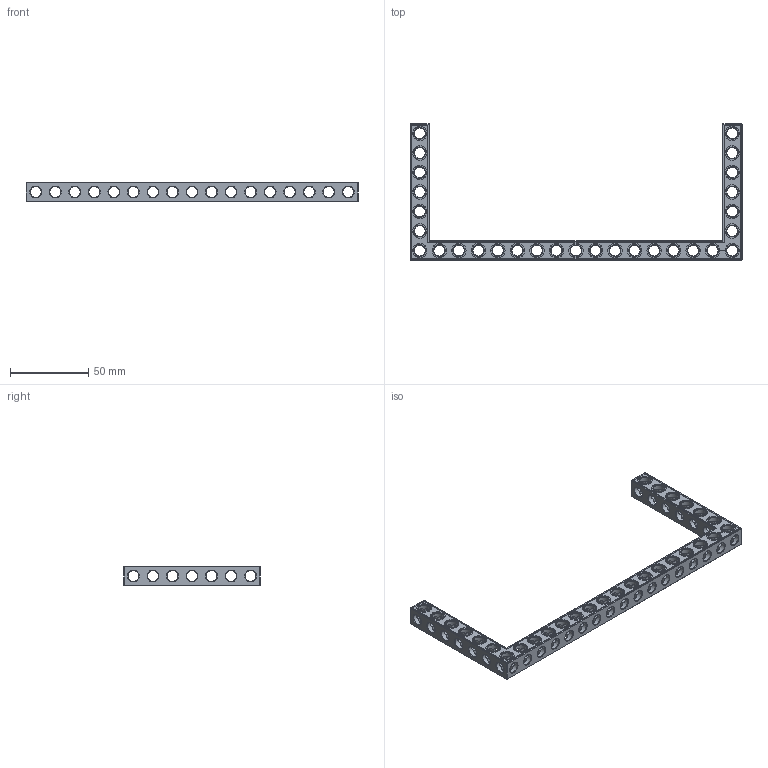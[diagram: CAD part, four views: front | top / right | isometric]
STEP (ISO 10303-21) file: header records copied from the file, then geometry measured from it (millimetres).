
FILE_DESCRIPTION(('FreeCAD Model'),'2;1');
FILE_NAME('Open CASCADE Shape Model','2023-08-27T21:20:30',(''),(''), 'Open CASCADE STEP processor 7.6','FreeCAD','Unknown');
FILE_SCHEMA(('AUTOMOTIVE_DESIGN { 1 0 10303 214 1 1 1 1 }'));
Products named in the file (1): Beam ADG USH SYM ESS BU17x07x01 - SPN-BEM-0580 (stemfie.org)
Bounding box: 212.5 x 87.5 x 12.5 mm (x, y, z)
Volume: 28327.3 mm3; surface area: 25352.8 mm2
Topology: 1 solids, 1 shells, 871 faces, 2628 edges, 1707 vertices
Faces by surface type: plane 396, extrusion 182, cylinder 175, cone 118
Full cylindrical faces by diameter (mm): 6.98 x16, 7 x130, 9.2 x29
Entity records: 141894 total; most frequent: CARTESIAN_POINT 93072, DIRECTION 7771, ORIENTED_EDGE 5256, PCURVE 5256, DEFINITIONAL_REPRESENTATION 5256, VECTOR 5073, LINE 4891, EDGE_CURVE 2628
